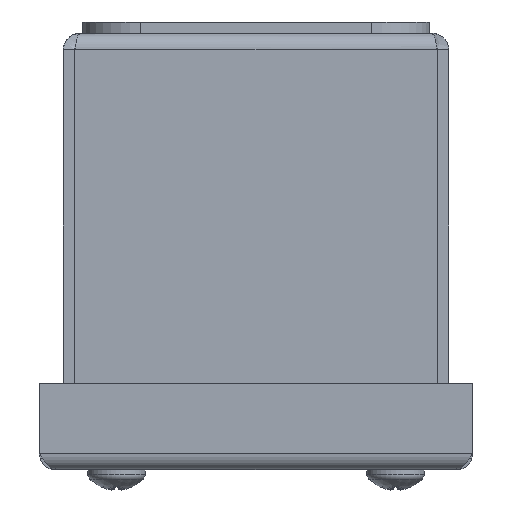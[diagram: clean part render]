
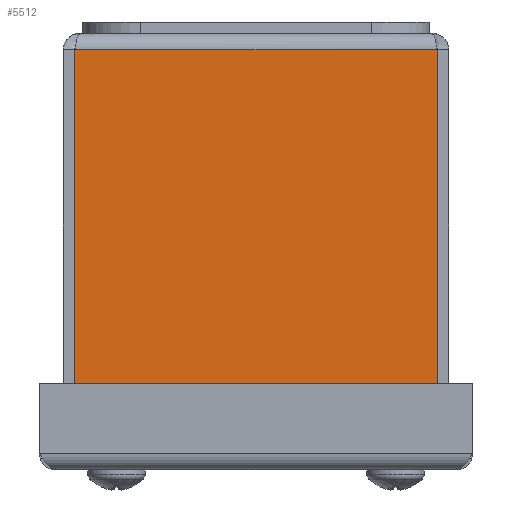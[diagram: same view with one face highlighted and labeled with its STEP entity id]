
A CAD part, front view. The second image highlights one B-rep face of the part: STEP entity #5512.
In plain terms, the highlighted planar face has unit normal (0, -1, 0).
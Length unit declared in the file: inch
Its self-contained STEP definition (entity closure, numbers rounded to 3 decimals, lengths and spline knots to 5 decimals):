
#595=PLANE('',#5947);
#872=FACE_OUTER_BOUND('',#1224,.T.);
#1224=EDGE_LOOP('',(#4750,#4751,#4752,#4753));
#1724=LINE('',#9431,#2212);
#1734=LINE('',#9456,#2222);
#1735=LINE('',#9458,#2223);
#1736=LINE('',#9459,#2224);
#2212=VECTOR('',#7156,2.35059);
#2222=VECTOR('',#7188,2.2895);
#2223=VECTOR('',#7189,2.35059);
#2224=VECTOR('',#7190,2.2895);
#2762=VERTEX_POINT('',#9428);
#2763=VERTEX_POINT('',#9430);
#2767=VERTEX_POINT('',#9455);
#2768=VERTEX_POINT('',#9457);
#3431=EDGE_CURVE('',#2763,#2762,#1724,.T.);
#3444=EDGE_CURVE('',#2767,#2762,#1734,.T.);
#3445=EDGE_CURVE('',#2767,#2768,#1735,.T.);
#3446=EDGE_CURVE('',#2763,#2768,#1736,.T.);
#4750=ORIENTED_EDGE('',*,*,#3431,.T.);
#4751=ORIENTED_EDGE('',*,*,#3444,.F.);
#4752=ORIENTED_EDGE('',*,*,#3445,.T.);
#4753=ORIENTED_EDGE('',*,*,#3446,.F.);
#5512=ADVANCED_FACE('',(#872),#595,.F.);
#5947=AXIS2_PLACEMENT_3D('',#9454,#7186,#7187);
#7156=DIRECTION('',(-1.,0.,0.));
#7186=DIRECTION('center_axis',(0.,1.,0.));
#7187=DIRECTION('ref_axis',(1.,0.,0.));
#7188=DIRECTION('',(0.,0.,1.));
#7189=DIRECTION('',(1.,0.,0.));
#7190=DIRECTION('',(0.,0.,-1.));
#9428=CARTESIAN_POINT('',(0.07471,0.,2.39475));
#9430=CARTESIAN_POINT('',(2.42529,0.,2.39475));
#9431=CARTESIAN_POINT('',(1.83765,0.,2.39475));
#9454=CARTESIAN_POINT('Origin',(1.25,0.,1.22219));
#9455=CARTESIAN_POINT('',(0.07471,0.,0.10525));
#9456=CARTESIAN_POINT('',(0.07471,0.,0.10525));
#9457=CARTESIAN_POINT('',(2.42529,0.,0.10525));
#9458=CARTESIAN_POINT('',(1.25,0.,0.10525));
#9459=CARTESIAN_POINT('',(2.42529,0.,0.10525));
